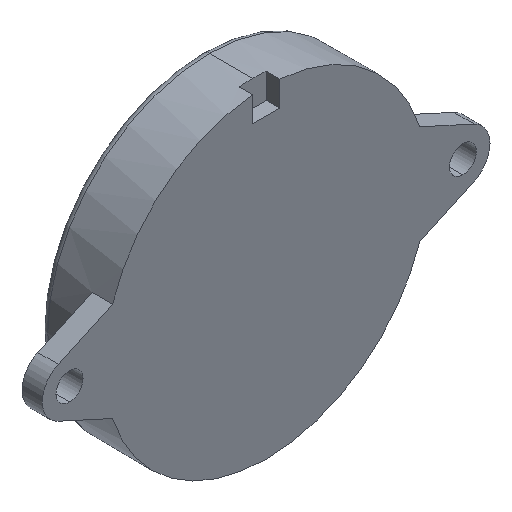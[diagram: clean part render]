
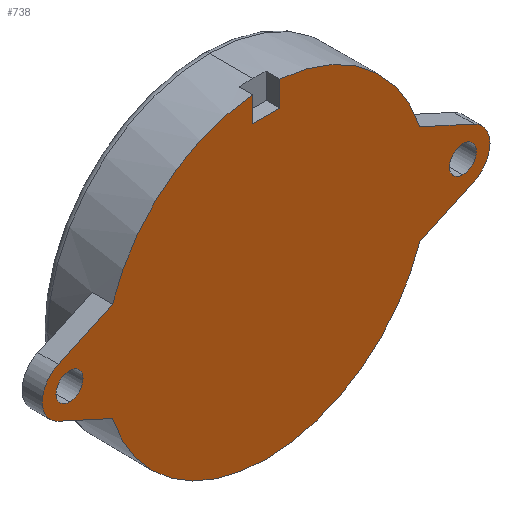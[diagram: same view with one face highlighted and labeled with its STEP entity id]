
A CAD part, isometric view. The second image highlights one B-rep face of the part: STEP entity #738.
In plain terms, the highlighted planar face has unit normal (0, -1, 0).
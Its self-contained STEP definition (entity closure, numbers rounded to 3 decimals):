
#7 = DIRECTION ( 'NONE',  ( 0., 1., 0. ) ) ;
#10 = DIRECTION ( 'NONE',  ( 0., 1., 0. ) ) ;
#25 = DIRECTION ( 'NONE',  ( 0., 0., 1. ) ) ;
#28 = ORIENTED_EDGE ( 'NONE', *, *, #580, .F. ) ;
#29 = DIRECTION ( 'NONE',  ( 0., 1., 0. ) ) ;
#31 = EDGE_CURVE ( 'NONE', #378, #271, #113, .T. ) ;
#32 = CARTESIAN_POINT ( 'NONE',  ( 0., 0., 0. ) ) ;
#44 = VECTOR ( 'NONE', #765, 1000. ) ;
#49 = CARTESIAN_POINT ( 'NONE',  ( -14.5, 0., 0. ) ) ;
#55 = CIRCLE ( 'NONE', #69, 11.9 ) ;
#57 = CARTESIAN_POINT ( 'NONE',  ( 15.332, 0., -1.819 ) ) ;
#67 = VERTEX_POINT ( 'NONE', #457 ) ;
#69 = AXIS2_PLACEMENT_3D ( 'NONE', #32, #689, #313 ) ;
#76 = EDGE_CURVE ( 'NONE', #752, #294, #117, .T. ) ;
#77 = DIRECTION ( 'NONE',  ( 0., 0., -1. ) ) ;
#84 = CIRCLE ( 'NONE', #664, 2. ) ;
#87 = FACE_BOUND ( 'NONE', #722, .T. ) ;
#91 = CARTESIAN_POINT ( 'NONE',  ( -15.332, 0., -1.819 ) ) ;
#100 = CARTESIAN_POINT ( 'NONE',  ( 0., 0., 0. ) ) ;
#108 = EDGE_CURVE ( 'NONE', #592, #197, #831, .T. ) ;
#113 = LINE ( 'NONE', #390, #376 ) ;
#117 = LINE ( 'NONE', #591, #228 ) ;
#125 = AXIS2_PLACEMENT_3D ( 'NONE', #342, #10, #670 ) ;
#140 = CARTESIAN_POINT ( 'NONE',  ( 14.5, 0., 0. ) ) ;
#141 = DIRECTION ( 'NONE',  ( 0., -1., 0. ) ) ;
#152 = EDGE_CURVE ( 'NONE', #184, #466, #290, .T. ) ;
#159 = AXIS2_PLACEMENT_3D ( 'NONE', #49, #266, #601 ) ;
#164 = AXIS2_PLACEMENT_3D ( 'NONE', #810, #141, #77 ) ;
#179 = EDGE_CURVE ( 'NONE', #500, #550, #757, .T. ) ;
#184 = VERTEX_POINT ( 'NONE', #710 ) ;
#197 = VERTEX_POINT ( 'NONE', #234 ) ;
#222 = ORIENTED_EDGE ( 'NONE', *, *, #31, .F. ) ;
#223 = AXIS2_PLACEMENT_3D ( 'NONE', #140, #230, #877 ) ;
#228 = VECTOR ( 'NONE', #527, 1000. ) ;
#230 = DIRECTION ( 'NONE',  ( 0., -1., 0. ) ) ;
#234 = CARTESIAN_POINT ( 'NONE',  ( 14.5, 0., -1. ) ) ;
#238 = CARTESIAN_POINT ( 'NONE',  ( 11.326, 0., -3.65 ) ) ;
#245 = CARTESIAN_POINT ( 'NONE',  ( -11.326, 0., -3.65 ) ) ;
#246 = DIRECTION ( 'NONE',  ( 0., 0., -1. ) ) ;
#256 = DIRECTION ( 'NONE',  ( -0.909, 0., -0.416 ) ) ;
#260 = VERTEX_POINT ( 'NONE', #238 ) ;
#266 = DIRECTION ( 'NONE',  ( 0., -1., 0. ) ) ;
#271 = VERTEX_POINT ( 'NONE', #446 ) ;
#279 = ORIENTED_EDGE ( 'NONE', *, *, #179, .F. ) ;
#290 = LINE ( 'NONE', #761, #44 ) ;
#294 = VERTEX_POINT ( 'NONE', #91 ) ;
#295 = CIRCLE ( 'NONE', #577, 2. ) ;
#296 = VECTOR ( 'NONE', #505, 1000. ) ;
#297 = CARTESIAN_POINT ( 'NONE',  ( 0., 0., -11.9 ) ) ;
#306 = CIRCLE ( 'NONE', #846, 11.9 ) ;
#313 = DIRECTION ( 'NONE',  ( 0., 0., -1. ) ) ;
#321 = CARTESIAN_POINT ( 'NONE',  ( -14.5, 0., -1. ) ) ;
#337 = ORIENTED_EDGE ( 'NONE', *, *, #799, .F. ) ;
#342 = CARTESIAN_POINT ( 'NONE',  ( 0., 0., 0. ) ) ;
#371 = VERTEX_POINT ( 'NONE', #779 ) ;
#376 = VECTOR ( 'NONE', #654, 1000. ) ;
#378 = VERTEX_POINT ( 'NONE', #456 ) ;
#387 = DIRECTION ( 'NONE',  ( 0., 0., -1. ) ) ;
#390 = CARTESIAN_POINT ( 'NONE',  ( 0., 0., 10. ) ) ;
#393 = LINE ( 'NONE', #57, #621 ) ;
#406 = VERTEX_POINT ( 'NONE', #856 ) ;
#411 = DIRECTION ( 'NONE',  ( 0.909, 0., -0.416 ) ) ;
#414 = CARTESIAN_POINT ( 'NONE',  ( -14.5, 0., 1. ) ) ;
#420 = CARTESIAN_POINT ( 'NONE',  ( 11.326, 0., 3.65 ) ) ;
#431 = CARTESIAN_POINT ( 'NONE',  ( 0., 0., 0. ) ) ;
#435 = CARTESIAN_POINT ( 'NONE',  ( -14.5, 0., 0. ) ) ;
#444 = ORIENTED_EDGE ( 'NONE', *, *, #692, .F. ) ;
#446 = CARTESIAN_POINT ( 'NONE',  ( 1., 0., 10. ) ) ;
#455 = VECTOR ( 'NONE', #459, 1000. ) ;
#456 = CARTESIAN_POINT ( 'NONE',  ( -1., 0., 10. ) ) ;
#457 = CARTESIAN_POINT ( 'NONE',  ( 15.332, 0., 1.819 ) ) ;
#459 = DIRECTION ( 'NONE',  ( 0., 0., -1. ) ) ;
#463 = CARTESIAN_POINT ( 'NONE',  ( 0., 0., 0. ) ) ;
#465 = EDGE_CURVE ( 'NONE', #550, #500, #538, .T. ) ;
#466 = VERTEX_POINT ( 'NONE', #526 ) ;
#477 = ORIENTED_EDGE ( 'NONE', *, *, #745, .F. ) ;
#480 = ORIENTED_EDGE ( 'NONE', *, *, #504, .F. ) ;
#489 = DIRECTION ( 'NONE',  ( 0., 0., -1. ) ) ;
#496 = DIRECTION ( 'NONE',  ( 0., 1., 0. ) ) ;
#500 = VERTEX_POINT ( 'NONE', #321 ) ;
#503 = ORIENTED_EDGE ( 'NONE', *, *, #108, .F. ) ;
#504 = EDGE_CURVE ( 'NONE', #671, #67, #581, .T. ) ;
#505 = DIRECTION ( 'NONE',  ( 0., 0., 1. ) ) ;
#514 = LINE ( 'NONE', #773, #455 ) ;
#526 = CARTESIAN_POINT ( 'NONE',  ( -11.326, 0., 3.65 ) ) ;
#527 = DIRECTION ( 'NONE',  ( -0.909, 0., 0.416 ) ) ;
#528 = EDGE_CURVE ( 'NONE', #197, #592, #593, .T. ) ;
#530 = DIRECTION ( 'NONE',  ( 0., 1., 0. ) ) ;
#538 = CIRCLE ( 'NONE', #159, 1. ) ;
#545 = EDGE_CURVE ( 'NONE', #294, #184, #295, .T. ) ;
#550 = VERTEX_POINT ( 'NONE', #414 ) ;
#562 = FACE_OUTER_BOUND ( 'NONE', #797, .T. ) ;
#571 = CARTESIAN_POINT ( 'NONE',  ( 1., 0., 0. ) ) ;
#573 = ORIENTED_EDGE ( 'NONE', *, *, #842, .F. ) ;
#577 = AXIS2_PLACEMENT_3D ( 'NONE', #748, #7, #489 ) ;
#580 = EDGE_CURVE ( 'NONE', #406, #671, #804, .T. ) ;
#581 = LINE ( 'NONE', #420, #747 ) ;
#586 = ORIENTED_EDGE ( 'NONE', *, *, #801, .F. ) ;
#588 = EDGE_LOOP ( 'NONE', ( #669, #279 ) ) ;
#591 = CARTESIAN_POINT ( 'NONE',  ( -11.326, 0., -3.65 ) ) ;
#592 = VERTEX_POINT ( 'NONE', #812 ) ;
#593 = CIRCLE ( 'NONE', #223, 1. ) ;
#601 = DIRECTION ( 'NONE',  ( 0., 0., -1. ) ) ;
#610 = ORIENTED_EDGE ( 'NONE', *, *, #728, .F. ) ;
#621 = VECTOR ( 'NONE', #256, 1000. ) ;
#626 = DIRECTION ( 'NONE',  ( 0., -1., 0. ) ) ;
#629 = FACE_BOUND ( 'NONE', #588, .T. ) ;
#633 = ORIENTED_EDGE ( 'NONE', *, *, #693, .F. ) ;
#640 = PLANE ( 'NONE',  #679 ) ;
#642 = VERTEX_POINT ( 'NONE', #297 ) ;
#648 = ORIENTED_EDGE ( 'NONE', *, *, #76, .F. ) ;
#654 = DIRECTION ( 'NONE',  ( 1., 0., 0. ) ) ;
#658 = ORIENTED_EDGE ( 'NONE', *, *, #152, .F. ) ;
#659 = CARTESIAN_POINT ( 'NONE',  ( 15.332, 0., -1.819 ) ) ;
#664 = AXIS2_PLACEMENT_3D ( 'NONE', #866, #530, #720 ) ;
#669 = ORIENTED_EDGE ( 'NONE', *, *, #465, .F. ) ;
#670 = DIRECTION ( 'NONE',  ( 0., 0., -1. ) ) ;
#671 = VERTEX_POINT ( 'NONE', #823 ) ;
#679 = AXIS2_PLACEMENT_3D ( 'NONE', #431, #496, #25 ) ;
#689 = DIRECTION ( 'NONE',  ( 0., 1., 0. ) ) ;
#692 = EDGE_CURVE ( 'NONE', #67, #803, #84, .T. ) ;
#693 = EDGE_CURVE ( 'NONE', #260, #642, #758, .T. ) ;
#702 = AXIS2_PLACEMENT_3D ( 'NONE', #435, #626, #246 ) ;
#710 = CARTESIAN_POINT ( 'NONE',  ( -15.332, 0., 1.819 ) ) ;
#713 = ORIENTED_EDGE ( 'NONE', *, *, #545, .F. ) ;
#714 = DIRECTION ( 'NONE',  ( 0., 1., 0. ) ) ;
#720 = DIRECTION ( 'NONE',  ( 0., 0., -1. ) ) ;
#722 = EDGE_LOOP ( 'NONE', ( #503, #739 ) ) ;
#728 = EDGE_CURVE ( 'NONE', #642, #752, #55, .T. ) ;
#738 = ADVANCED_FACE ( 'NONE', ( #87, #629, #562 ), #640, .F. ) ;
#739 = ORIENTED_EDGE ( 'NONE', *, *, #528, .F. ) ;
#745 = EDGE_CURVE ( 'NONE', #271, #406, #843, .T. ) ;
#747 = VECTOR ( 'NONE', #411, 1000. ) ;
#748 = CARTESIAN_POINT ( 'NONE',  ( -14.5, 0., 0. ) ) ;
#749 = AXIS2_PLACEMENT_3D ( 'NONE', #100, #29, #756 ) ;
#752 = VERTEX_POINT ( 'NONE', #245 ) ;
#756 = DIRECTION ( 'NONE',  ( 0., 0., -1. ) ) ;
#757 = CIRCLE ( 'NONE', #702, 1. ) ;
#758 = CIRCLE ( 'NONE', #749, 11.9 ) ;
#761 = CARTESIAN_POINT ( 'NONE',  ( -15.332, 0., 1.819 ) ) ;
#765 = DIRECTION ( 'NONE',  ( 0.909, 0., 0.416 ) ) ;
#773 = CARTESIAN_POINT ( 'NONE',  ( -1., 0., 0. ) ) ;
#779 = CARTESIAN_POINT ( 'NONE',  ( -1., 0., 11.858 ) ) ;
#797 = EDGE_LOOP ( 'NONE', ( #586, #573, #658, #713, #648, #610, #633, #337, #444, #480, #28, #477, #222 ) ) ;
#799 = EDGE_CURVE ( 'NONE', #803, #260, #393, .T. ) ;
#801 = EDGE_CURVE ( 'NONE', #371, #378, #514, .T. ) ;
#803 = VERTEX_POINT ( 'NONE', #659 ) ;
#804 = CIRCLE ( 'NONE', #125, 11.9 ) ;
#810 = CARTESIAN_POINT ( 'NONE',  ( 14.5, 0., 0. ) ) ;
#812 = CARTESIAN_POINT ( 'NONE',  ( 14.5, 0., 1. ) ) ;
#823 = CARTESIAN_POINT ( 'NONE',  ( 11.326, 0., 3.65 ) ) ;
#831 = CIRCLE ( 'NONE', #164, 1. ) ;
#842 = EDGE_CURVE ( 'NONE', #466, #371, #306, .T. ) ;
#843 = LINE ( 'NONE', #571, #296 ) ;
#846 = AXIS2_PLACEMENT_3D ( 'NONE', #463, #714, #387 ) ;
#856 = CARTESIAN_POINT ( 'NONE',  ( 1., 0., 11.858 ) ) ;
#866 = CARTESIAN_POINT ( 'NONE',  ( 14.5, 0., 0. ) ) ;
#877 = DIRECTION ( 'NONE',  ( 0., 0., -1. ) ) ;
